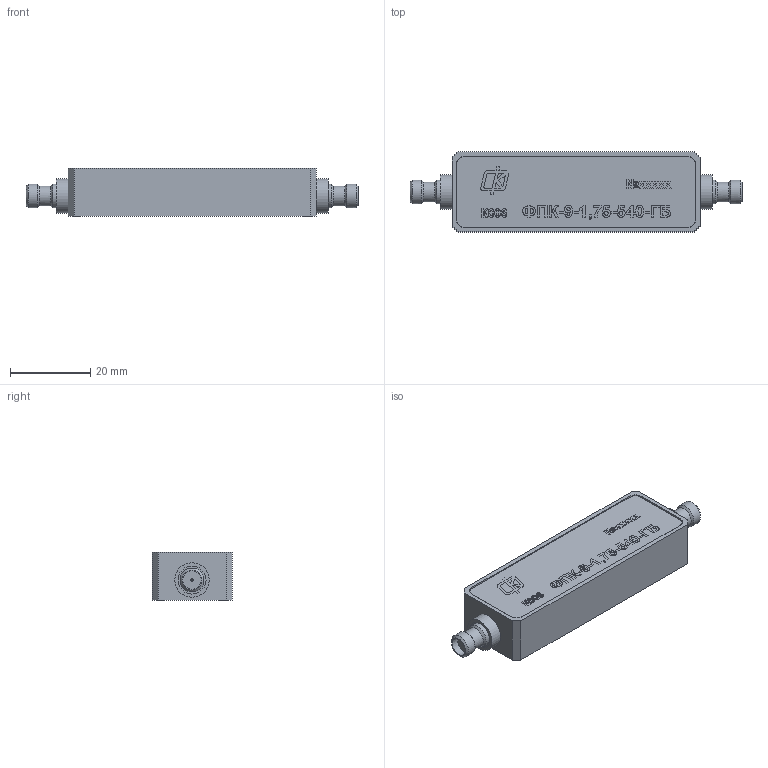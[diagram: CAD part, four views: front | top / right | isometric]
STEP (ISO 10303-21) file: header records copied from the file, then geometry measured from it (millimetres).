
FILE_DESCRIPTION(('STEP AP203'), '1');
FILE_NAME('ÍØÁÀ.468874.024_Ôèëüòð ÔÏÊ-9-1,75-540-ÃÁ', '', ('UNSPECIFIED'), ('UNSPECIFIED'), 'ASCON STEP Converter 1.6', 'ASCON Math Kernel', '');
FILE_SCHEMA(('CONFIG_CONTROL_DESIGN'));
Length unit declared in the file: millimetre
Products named in the file (1): НШБА.468874.024_Фильтр ФПК-9-1,75-540-ГБ
Bounding box: 83 x 20 x 12 mm (x, y, z)
Volume: 15110.8 mm3; surface area: 5530.6 mm2
Topology: 1 solids, 5 shells, 472 faces, 1210 edges, 804 vertices
Faces by surface type: plane 294, bspline 127, cylinder 39, cone 12
Full cylindrical faces by diameter (mm): 0.6 x4, 1.38 x2, 2.05 x4, 4.6 x2, 5 x2, 6 x4, 6.4 x2, 7 x2, 8.6 x2
Entity records: 35316 total; most frequent: CARTESIAN_POINT 21195, ORIENTED_EDGE 2340, DIRECTION 1579, EDGE_CURVE 1170, VERTEX_POINT 800, LINE 723, VECTOR 723, EDGE_LOOP 572
